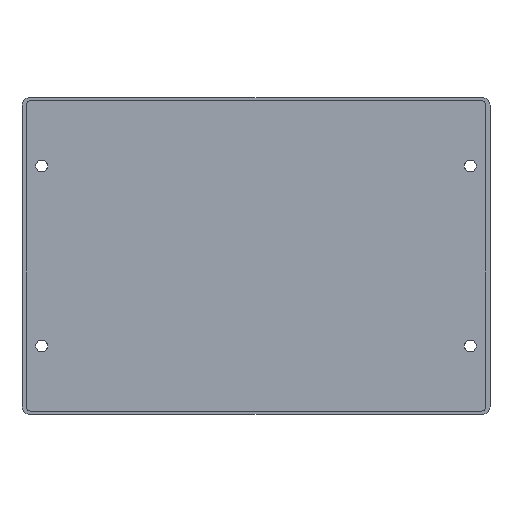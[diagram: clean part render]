
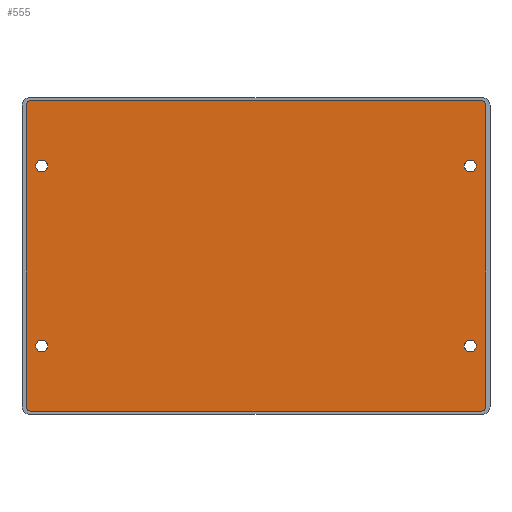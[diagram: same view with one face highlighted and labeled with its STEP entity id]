
A CAD part, top view. The second image highlights one B-rep face of the part: STEP entity #555.
In plain terms, the highlighted planar face has unit normal (0, 0, 1).
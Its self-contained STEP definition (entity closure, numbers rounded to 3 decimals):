
#169 = VERTEX_POINT('',#170);
#170 = CARTESIAN_POINT('',(-89.4,58.4,6.));
#176 = EDGE_CURVE('',#169,#177,#179,.T.);
#177 = VERTEX_POINT('',#178);
#178 = CARTESIAN_POINT('',(-89.4,-58.4,6.));
#179 = LINE('',#180,#181);
#180 = CARTESIAN_POINT('',(-89.4,60.4,6.));
#181 = VECTOR('',#182,1.);
#182 = DIRECTION('',(0.,-1.,0.));
#200 = VERTEX_POINT('',#201);
#201 = CARTESIAN_POINT('',(-87.4,60.4,6.));
#207 = EDGE_CURVE('',#169,#200,#208,.T.);
#208 = CIRCLE('',#209,2.);
#209 = AXIS2_PLACEMENT_3D('',#210,#211,#212);
#210 = CARTESIAN_POINT('',(-87.4,58.4,6.));
#211 = DIRECTION('',(-0.,-0.,-1.));
#212 = DIRECTION('',(0.,-1.,0.));
#225 = VERTEX_POINT('',#226);
#226 = CARTESIAN_POINT('',(-87.4,-60.4,6.));
#232 = EDGE_CURVE('',#177,#225,#233,.T.);
#233 = CIRCLE('',#234,2.);
#234 = AXIS2_PLACEMENT_3D('',#235,#236,#237);
#235 = CARTESIAN_POINT('',(-87.4,-58.4,6.));
#236 = DIRECTION('',(-0.,0.,1.));
#237 = DIRECTION('',(0.,-1.,0.));
#250 = VERTEX_POINT('',#251);
#251 = CARTESIAN_POINT('',(87.4,60.4,6.));
#257 = EDGE_CURVE('',#250,#200,#258,.T.);
#258 = LINE('',#259,#260);
#259 = CARTESIAN_POINT('',(89.4,60.4,6.));
#260 = VECTOR('',#261,1.);
#261 = DIRECTION('',(-1.,0.,0.));
#274 = EDGE_CURVE('',#225,#275,#277,.T.);
#275 = VERTEX_POINT('',#276);
#276 = CARTESIAN_POINT('',(87.4,-60.4,6.));
#277 = LINE('',#278,#279);
#278 = CARTESIAN_POINT('',(-89.4,-60.4,6.));
#279 = VECTOR('',#280,1.);
#280 = DIRECTION('',(1.,0.,0.));
#298 = EDGE_CURVE('',#299,#250,#301,.T.);
#299 = VERTEX_POINT('',#300);
#300 = CARTESIAN_POINT('',(89.4,58.4,6.));
#301 = CIRCLE('',#302,2.);
#302 = AXIS2_PLACEMENT_3D('',#303,#304,#305);
#303 = CARTESIAN_POINT('',(87.4,58.4,6.));
#304 = DIRECTION('',(-0.,0.,1.));
#305 = DIRECTION('',(0.,-1.,0.));
#323 = VERTEX_POINT('',#324);
#324 = CARTESIAN_POINT('',(89.4,-58.4,6.));
#330 = EDGE_CURVE('',#275,#323,#331,.T.);
#331 = CIRCLE('',#332,2.);
#332 = AXIS2_PLACEMENT_3D('',#333,#334,#335);
#333 = CARTESIAN_POINT('',(87.4,-58.4,6.));
#334 = DIRECTION('',(-0.,0.,1.));
#335 = DIRECTION('',(0.,-1.,0.));
#348 = EDGE_CURVE('',#323,#299,#349,.T.);
#349 = LINE('',#350,#351);
#350 = CARTESIAN_POINT('',(89.4,-60.4,6.));
#351 = VECTOR('',#352,1.);
#352 = DIRECTION('',(0.,1.,0.));
#555 = ADVANCED_FACE('',(#556,#566,#577,#588,#599),#610,.T.);
#556 = FACE_BOUND('',#557,.T.);
#557 = EDGE_LOOP('',(#558,#559,#560,#561,#562,#563,#564,#565));
#558 = ORIENTED_EDGE('',*,*,#176,.T.);
#559 = ORIENTED_EDGE('',*,*,#232,.T.);
#560 = ORIENTED_EDGE('',*,*,#274,.T.);
#561 = ORIENTED_EDGE('',*,*,#330,.T.);
#562 = ORIENTED_EDGE('',*,*,#348,.T.);
#563 = ORIENTED_EDGE('',*,*,#298,.T.);
#564 = ORIENTED_EDGE('',*,*,#257,.T.);
#565 = ORIENTED_EDGE('',*,*,#207,.F.);
#566 = FACE_BOUND('',#567,.T.);
#567 = EDGE_LOOP('',(#568));
#568 = ORIENTED_EDGE('',*,*,#569,.T.);
#569 = EDGE_CURVE('',#570,#570,#572,.T.);
#570 = VERTEX_POINT('',#571);
#571 = CARTESIAN_POINT('',(-81.,-35.,6.));
#572 = CIRCLE('',#573,2.3);
#573 = AXIS2_PLACEMENT_3D('',#574,#575,#576);
#574 = CARTESIAN_POINT('',(-83.3,-35.,6.));
#575 = DIRECTION('',(0.,0.,-1.));
#576 = DIRECTION('',(1.,0.,0.));
#577 = FACE_BOUND('',#578,.T.);
#578 = EDGE_LOOP('',(#579));
#579 = ORIENTED_EDGE('',*,*,#580,.T.);
#580 = EDGE_CURVE('',#581,#581,#583,.T.);
#581 = VERTEX_POINT('',#582);
#582 = CARTESIAN_POINT('',(85.6,-35.,6.));
#583 = CIRCLE('',#584,2.3);
#584 = AXIS2_PLACEMENT_3D('',#585,#586,#587);
#585 = CARTESIAN_POINT('',(83.3,-35.,6.));
#586 = DIRECTION('',(0.,0.,-1.));
#587 = DIRECTION('',(1.,0.,0.));
#588 = FACE_BOUND('',#589,.T.);
#589 = EDGE_LOOP('',(#590));
#590 = ORIENTED_EDGE('',*,*,#591,.T.);
#591 = EDGE_CURVE('',#592,#592,#594,.T.);
#592 = VERTEX_POINT('',#593);
#593 = CARTESIAN_POINT('',(-81.,35.,6.));
#594 = CIRCLE('',#595,2.3);
#595 = AXIS2_PLACEMENT_3D('',#596,#597,#598);
#596 = CARTESIAN_POINT('',(-83.3,35.,6.));
#597 = DIRECTION('',(0.,0.,-1.));
#598 = DIRECTION('',(1.,0.,0.));
#599 = FACE_BOUND('',#600,.T.);
#600 = EDGE_LOOP('',(#601));
#601 = ORIENTED_EDGE('',*,*,#602,.T.);
#602 = EDGE_CURVE('',#603,#603,#605,.T.);
#603 = VERTEX_POINT('',#604);
#604 = CARTESIAN_POINT('',(85.6,35.,6.));
#605 = CIRCLE('',#606,2.3);
#606 = AXIS2_PLACEMENT_3D('',#607,#608,#609);
#607 = CARTESIAN_POINT('',(83.3,35.,6.));
#608 = DIRECTION('',(0.,0.,-1.));
#609 = DIRECTION('',(1.,0.,0.));
#610 = PLANE('',#611);
#611 = AXIS2_PLACEMENT_3D('',#612,#613,#614);
#612 = CARTESIAN_POINT('',(0.,0.,6.));
#613 = DIRECTION('',(0.,0.,1.));
#614 = DIRECTION('',(1.,0.,0.));
